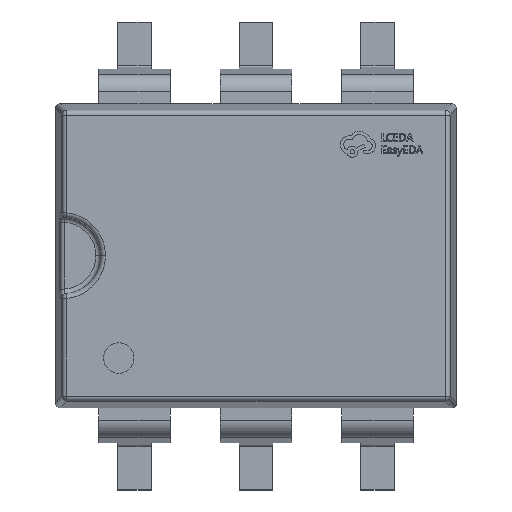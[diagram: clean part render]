
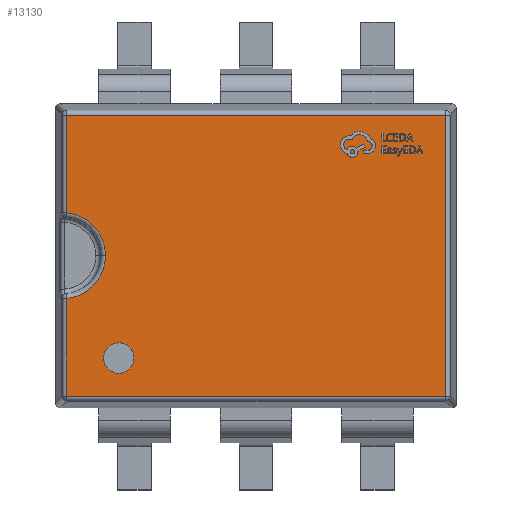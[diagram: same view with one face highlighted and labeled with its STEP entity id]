
A CAD part, top view. The second image highlights one B-rep face of the part: STEP entity #13130.
In plain terms, the highlighted planar face has unit normal (0, 0, 1).
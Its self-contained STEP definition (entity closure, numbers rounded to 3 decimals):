
#147 = AXIS2_PLACEMENT_3D ( 'NONE', #13378, #1780, #8649 ) ;
#255 = ORIENTED_EDGE ( 'NONE', *, *, #20583, .F. ) ;
#432 = DIRECTION ( 'NONE',  ( 0., 1., 0. ) ) ;
#1389 = VECTOR ( 'NONE', #18102, 1000. ) ;
#1501 = CARTESIAN_POINT ( 'NONE',  ( -2.869, -2.139, 1.651 ) ) ;
#1574 = FACE_BOUND ( 'NONE', #11163, .T. ) ;
#1780 = DIRECTION ( 'NONE',  ( 0., 0., -1. ) ) ;
#1991 = CARTESIAN_POINT ( 'NONE',  ( -3.955, 0.8, 1.651 ) ) ;
#2016 = ORIENTED_EDGE ( 'NONE', *, *, #3022, .F. ) ;
#2064 = EDGE_CURVE ( 'NONE', #19879, #17785, #19618, .T. ) ;
#2183 = CARTESIAN_POINT ( 'NONE',  ( 3.955, 3.031, 1.651 ) ) ;
#2430 = VERTEX_POINT ( 'NONE', #6695 ) ;
#2465 = CARTESIAN_POINT ( 'NONE',  ( -3.147, 0., 1.651 ) ) ;
#2971 = EDGE_CURVE ( 'NONE', #6850, #10765, #16619, .T. ) ;
#3022 = EDGE_CURVE ( 'NONE', #11573, #3311, #19430, .T. ) ;
#3146 = CARTESIAN_POINT ( 'NONE',  ( -3.955, -3.031, 1.651 ) ) ;
#3217 = DIRECTION ( 'NONE',  ( 0., 0., -1. ) ) ;
#3311 = VERTEX_POINT ( 'NONE', #17456 ) ;
#3499 = DIRECTION ( 'NONE',  ( 0., -1., 0. ) ) ;
#3625 = DIRECTION ( 'NONE',  ( 0., 0., 1. ) ) ;
#3883 = DIRECTION ( 'NONE',  ( -1., 0., 0. ) ) ;
#4335 = CIRCLE ( 'NONE', #147, 0.9 ) ;
#4977 = CARTESIAN_POINT ( 'NONE',  ( -4.047, 0., 1.651 ) ) ;
#5185 = EDGE_LOOP ( 'NONE', ( #17446, #13672, #20540, #21400, #21429, #6011, #19240 ) ) ;
#5765 = CIRCLE ( 'NONE', #17850, 0.318 ) ;
#5928 = EDGE_CURVE ( 'NONE', #2430, #19879, #18329, .T. ) ;
#6011 = ORIENTED_EDGE ( 'NONE', *, *, #19757, .T. ) ;
#6109 = VECTOR ( 'NONE', #432, 1000. ) ;
#6243 = VERTEX_POINT ( 'NONE', #12246 ) ;
#6664 = AXIS2_PLACEMENT_3D ( 'NONE', #1501, #14707, #21279 ) ;
#6695 = CARTESIAN_POINT ( 'NONE',  ( -3.955, 2.939, 1.651 ) ) ;
#6782 = VECTOR ( 'NONE', #3883, 1000. ) ;
#6850 = VERTEX_POINT ( 'NONE', #16037 ) ;
#7364 = VECTOR ( 'NONE', #21179, 1000. ) ;
#7592 = LINE ( 'NONE', #18699, #6782 ) ;
#8176 = LINE ( 'NONE', #3146, #1389 ) ;
#8649 = DIRECTION ( 'NONE',  ( 1., 0., 0. ) ) ;
#8950 = CARTESIAN_POINT ( 'NONE',  ( -3.955, 0.895, 1.651 ) ) ;
#10597 = EDGE_CURVE ( 'NONE', #6243, #6850, #8176, .T. ) ;
#10679 = VECTOR ( 'NONE', #3499, 1000. ) ;
#10765 = VERTEX_POINT ( 'NONE', #16990 ) ;
#10986 = AXIS2_PLACEMENT_3D ( 'NONE', #4977, #3217, #14601 ) ;
#11163 = EDGE_LOOP ( 'NONE', ( #2016, #255 ) ) ;
#11573 = VERTEX_POINT ( 'NONE', #13856 ) ;
#12246 = CARTESIAN_POINT ( 'NONE',  ( -3.955, -0.895, 1.651 ) ) ;
#13130 = ADVANCED_FACE ( 'NONE', ( #15102, #1574 ), #17922, .T. ) ;
#13237 = LINE ( 'NONE', #2183, #6109 ) ;
#13378 = CARTESIAN_POINT ( 'NONE',  ( -4.047, 0., 1.651 ) ) ;
#13578 = CARTESIAN_POINT ( 'NONE',  ( 0., 0., 1.651 ) ) ;
#13672 = ORIENTED_EDGE ( 'NONE', *, *, #16540, .T. ) ;
#13856 = CARTESIAN_POINT ( 'NONE',  ( -2.551, -2.139, 1.651 ) ) ;
#14601 = DIRECTION ( 'NONE',  ( 1., 0., 0. ) ) ;
#14635 = AXIS2_PLACEMENT_3D ( 'NONE', #13578, #18441, #17230 ) ;
#14707 = DIRECTION ( 'NONE',  ( 0., 0., 1. ) ) ;
#15102 = FACE_OUTER_BOUND ( 'NONE', #5185, .T. ) ;
#15220 = DIRECTION ( 'NONE',  ( 1., 0., 0. ) ) ;
#15767 = VERTEX_POINT ( 'NONE', #18731 ) ;
#16037 = CARTESIAN_POINT ( 'NONE',  ( -3.955, -2.939, 1.651 ) ) ;
#16250 = EDGE_CURVE ( 'NONE', #15767, #2430, #7592, .T. ) ;
#16540 = EDGE_CURVE ( 'NONE', #10765, #15767, #13237, .T. ) ;
#16619 = LINE ( 'NONE', #19574, #7364 ) ;
#16990 = CARTESIAN_POINT ( 'NONE',  ( 3.955, -2.939, 1.651 ) ) ;
#17230 = DIRECTION ( 'NONE',  ( 1., 0., 0. ) ) ;
#17446 = ORIENTED_EDGE ( 'NONE', *, *, #2971, .T. ) ;
#17456 = CARTESIAN_POINT ( 'NONE',  ( -3.187, -2.139, 1.651 ) ) ;
#17785 = VERTEX_POINT ( 'NONE', #2465 ) ;
#17850 = AXIS2_PLACEMENT_3D ( 'NONE', #18448, #3625, #15220 ) ;
#17922 = PLANE ( 'NONE',  #14635 ) ;
#18102 = DIRECTION ( 'NONE',  ( 0., -1., 0. ) ) ;
#18329 = LINE ( 'NONE', #1991, #10679 ) ;
#18441 = DIRECTION ( 'NONE',  ( 0., 0., 1. ) ) ;
#18448 = CARTESIAN_POINT ( 'NONE',  ( -2.869, -2.139, 1.651 ) ) ;
#18699 = CARTESIAN_POINT ( 'NONE',  ( -4.047, 2.939, 1.651 ) ) ;
#18731 = CARTESIAN_POINT ( 'NONE',  ( 3.955, 2.939, 1.651 ) ) ;
#19240 = ORIENTED_EDGE ( 'NONE', *, *, #10597, .T. ) ;
#19430 = CIRCLE ( 'NONE', #6664, 0.318 ) ;
#19574 = CARTESIAN_POINT ( 'NONE',  ( 4.047, -2.939, 1.651 ) ) ;
#19618 = CIRCLE ( 'NONE', #10986, 0.9 ) ;
#19757 = EDGE_CURVE ( 'NONE', #17785, #6243, #4335, .T. ) ;
#19879 = VERTEX_POINT ( 'NONE', #8950 ) ;
#20540 = ORIENTED_EDGE ( 'NONE', *, *, #16250, .T. ) ;
#20583 = EDGE_CURVE ( 'NONE', #3311, #11573, #5765, .T. ) ;
#21179 = DIRECTION ( 'NONE',  ( 1., 0., 0. ) ) ;
#21279 = DIRECTION ( 'NONE',  ( 1., 0., 0. ) ) ;
#21400 = ORIENTED_EDGE ( 'NONE', *, *, #5928, .T. ) ;
#21429 = ORIENTED_EDGE ( 'NONE', *, *, #2064, .T. ) ;
